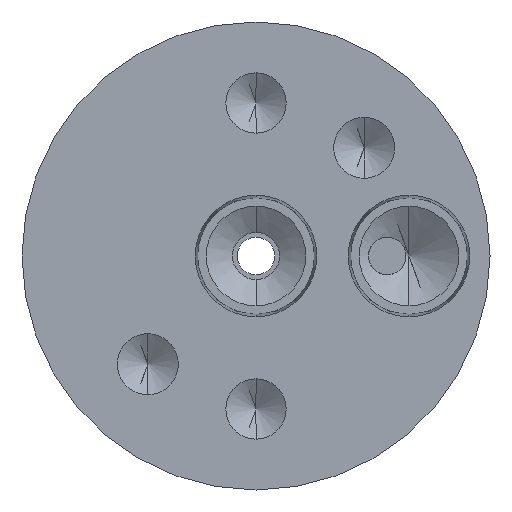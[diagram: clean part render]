
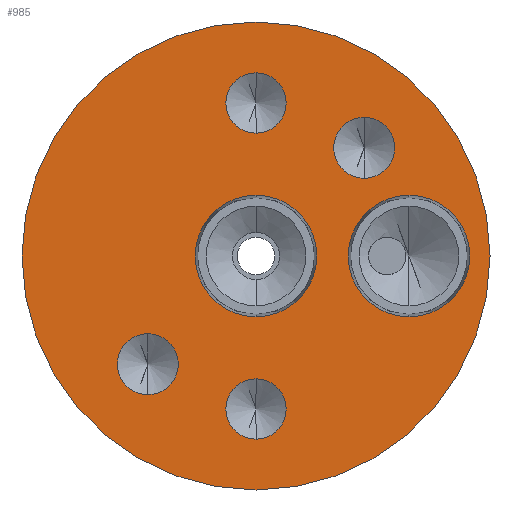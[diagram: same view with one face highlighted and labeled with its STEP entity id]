
A CAD part, front view. The second image highlights one B-rep face of the part: STEP entity #985.
In plain terms, the highlighted planar face has unit normal (0, -1, 0).
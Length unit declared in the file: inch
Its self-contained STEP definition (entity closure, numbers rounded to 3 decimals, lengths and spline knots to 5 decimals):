
#3 = CARTESIAN_POINT ( 'NONE',  ( -0.36062, -0.625, -0.46219 ) ) ;
#7 = CIRCLE ( 'NONE', #3733, 0.1005 ) ;
#49 = FACE_BOUND ( 'NONE', #2779, .T. ) ;
#57 = DIRECTION ( 'NONE',  ( 0., -1., 0. ) ) ;
#72 = DIRECTION ( 'NONE',  ( 0., 0., -1. ) ) ;
#96 = DIRECTION ( 'NONE',  ( 0., 0., -1. ) ) ;
#150 = VERTEX_POINT ( 'NONE', #1166 ) ;
#181 = ORIENTED_EDGE ( 'NONE', *, *, #3487, .F. ) ;
#191 = CARTESIAN_POINT ( 'NONE',  ( 0., -0.625, 0. ) ) ;
#215 = CIRCLE ( 'NONE', #1198, 0.78 ) ;
#262 = EDGE_CURVE ( 'NONE', #3823, #3471, #2175, .T. ) ;
#296 = VERTEX_POINT ( 'NONE', #2600 ) ;
#338 = EDGE_LOOP ( 'NONE', ( #833, #3419 ) ) ;
#352 = VERTEX_POINT ( 'NONE', #527 ) ;
#368 = ORIENTED_EDGE ( 'NONE', *, *, #4011, .F. ) ;
#380 = ORIENTED_EDGE ( 'NONE', *, *, #262, .F. ) ;
#437 = DIRECTION ( 'NONE',  ( 0., 0., -1. ) ) ;
#459 = ORIENTED_EDGE ( 'NONE', *, *, #567, .F. ) ;
#526 = EDGE_CURVE ( 'NONE', #2522, #3637, #2182, .T. ) ;
#527 = CARTESIAN_POINT ( 'NONE',  ( 0.51, -0.625, -0.2025 ) ) ;
#567 = EDGE_CURVE ( 'NONE', #2210, #150, #215, .T. ) ;
#588 = DIRECTION ( 'NONE',  ( 0., -1., 0. ) ) ;
#613 = CIRCLE ( 'NONE', #1193, 0.2025 ) ;
#633 = VERTEX_POINT ( 'NONE', #2195 ) ;
#640 = FACE_BOUND ( 'NONE', #338, .T. ) ;
#699 = CARTESIAN_POINT ( 'NONE',  ( 0.51, -0.625, 0. ) ) ;
#788 = ORIENTED_EDGE ( 'NONE', *, *, #526, .F. ) ;
#819 = CIRCLE ( 'NONE', #3554, 0.2025 ) ;
#833 = ORIENTED_EDGE ( 'NONE', *, *, #1357, .F. ) ;
#846 = ORIENTED_EDGE ( 'NONE', *, *, #1821, .F. ) ;
#861 = CARTESIAN_POINT ( 'NONE',  ( 0.36062, -0.625, 0.36062 ) ) ;
#896 = CARTESIAN_POINT ( 'NONE',  ( 0., -0.625, -0.51 ) ) ;
#932 = AXIS2_PLACEMENT_3D ( 'NONE', #3158, #2911, #96 ) ;
#936 = ORIENTED_EDGE ( 'NONE', *, *, #2914, .F. ) ;
#956 = FACE_BOUND ( 'NONE', #2489, .T. ) ;
#985 = ADVANCED_FACE ( 'NONE', ( #49, #3506, #2208, #3136, #640, #956, #2556 ), #1884, .T. ) ;
#1012 = DIRECTION ( 'NONE',  ( 0., 0., -1. ) ) ;
#1057 = DIRECTION ( 'NONE',  ( 0., 0., -1. ) ) ;
#1078 = DIRECTION ( 'NONE',  ( 0., 0., 1. ) ) ;
#1104 = AXIS2_PLACEMENT_3D ( 'NONE', #896, #2751, #1133 ) ;
#1133 = DIRECTION ( 'NONE',  ( 0., 0., -1. ) ) ;
#1148 = DIRECTION ( 'NONE',  ( 0., -1., 0. ) ) ;
#1166 = CARTESIAN_POINT ( 'NONE',  ( 0., -0.625, -0.78 ) ) ;
#1172 = DIRECTION ( 'NONE',  ( 0., 0., -1. ) ) ;
#1193 = AXIS2_PLACEMENT_3D ( 'NONE', #3390, #2481, #1818 ) ;
#1198 = AXIS2_PLACEMENT_3D ( 'NONE', #191, #3600, #2019 ) ;
#1258 = AXIS2_PLACEMENT_3D ( 'NONE', #861, #588, #1172 ) ;
#1273 = EDGE_CURVE ( 'NONE', #2606, #296, #7, .T. ) ;
#1292 = DIRECTION ( 'NONE',  ( 0., 0., -1. ) ) ;
#1293 = AXIS2_PLACEMENT_3D ( 'NONE', #1955, #3211, #2901 ) ;
#1308 = CIRCLE ( 'NONE', #2712, 0.78 ) ;
#1317 = DIRECTION ( 'NONE',  ( 0., -1., 0. ) ) ;
#1341 = VERTEX_POINT ( 'NONE', #3861 ) ;
#1357 = EDGE_CURVE ( 'NONE', #1673, #1880, #1775, .T. ) ;
#1380 = DIRECTION ( 'NONE',  ( 0., 0., -1. ) ) ;
#1406 = CARTESIAN_POINT ( 'NONE',  ( 0.36062, -0.625, 0.25906 ) ) ;
#1473 = EDGE_CURVE ( 'NONE', #3471, #3823, #3304, .T. ) ;
#1510 = ORIENTED_EDGE ( 'NONE', *, *, #2996, .F. ) ;
#1557 = DIRECTION ( 'NONE',  ( 0., -1., 0. ) ) ;
#1578 = CARTESIAN_POINT ( 'NONE',  ( -0.78, -0.625, 0. ) ) ;
#1668 = CARTESIAN_POINT ( 'NONE',  ( -0.36062, -0.625, -0.36062 ) ) ;
#1673 = VERTEX_POINT ( 'NONE', #1828 ) ;
#1716 = DIRECTION ( 'NONE',  ( 0., -1., 0. ) ) ;
#1751 = DIRECTION ( 'NONE',  ( 0., -1., 0. ) ) ;
#1775 = CIRCLE ( 'NONE', #1104, 0.1005 ) ;
#1782 = CARTESIAN_POINT ( 'NONE',  ( -0.36062, -0.625, -0.36062 ) ) ;
#1818 = DIRECTION ( 'NONE',  ( 0., 0., -1. ) ) ;
#1821 = EDGE_CURVE ( 'NONE', #296, #2606, #1832, .T. ) ;
#1828 = CARTESIAN_POINT ( 'NONE',  ( 0., -0.625, -0.6105 ) ) ;
#1832 = CIRCLE ( 'NONE', #1293, 0.1005 ) ;
#1853 = EDGE_CURVE ( 'NONE', #1880, #1673, #3194, .T. ) ;
#1880 = VERTEX_POINT ( 'NONE', #2337 ) ;
#1884 = PLANE ( 'NONE',  #2488 ) ;
#1906 = AXIS2_PLACEMENT_3D ( 'NONE', #1782, #1716, #1380 ) ;
#1955 = CARTESIAN_POINT ( 'NONE',  ( 0., -0.625, 0.51 ) ) ;
#1976 = AXIS2_PLACEMENT_3D ( 'NONE', #2515, #2494, #2863 ) ;
#1993 = AXIS2_PLACEMENT_3D ( 'NONE', #1668, #1317, #1012 ) ;
#2019 = DIRECTION ( 'NONE',  ( 0., 0., 1. ) ) ;
#2023 = ORIENTED_EDGE ( 'NONE', *, *, #1473, .F. ) ;
#2175 = CIRCLE ( 'NONE', #1976, 0.10156 ) ;
#2182 = CIRCLE ( 'NONE', #1906, 0.10156 ) ;
#2184 = EDGE_LOOP ( 'NONE', ( #846, #3398 ) ) ;
#2193 = CIRCLE ( 'NONE', #932, 0.2025 ) ;
#2195 = CARTESIAN_POINT ( 'NONE',  ( 0., -0.625, -0.2025 ) ) ;
#2208 = FACE_BOUND ( 'NONE', #3614, .T. ) ;
#2210 = VERTEX_POINT ( 'NONE', #3894 ) ;
#2245 = CARTESIAN_POINT ( 'NONE',  ( 0., -0.625, 0.6105 ) ) ;
#2337 = CARTESIAN_POINT ( 'NONE',  ( 0., -0.625, -0.4095 ) ) ;
#2481 = DIRECTION ( 'NONE',  ( 0., -1., 0. ) ) ;
#2488 = AXIS2_PLACEMENT_3D ( 'NONE', #1578, #1557, #72 ) ;
#2489 = EDGE_LOOP ( 'NONE', ( #1510, #3840 ) ) ;
#2494 = DIRECTION ( 'NONE',  ( 0., -1., 0. ) ) ;
#2515 = CARTESIAN_POINT ( 'NONE',  ( 0.36062, -0.625, 0.36062 ) ) ;
#2522 = VERTEX_POINT ( 'NONE', #3 ) ;
#2556 = FACE_OUTER_BOUND ( 'NONE', #2822, .T. ) ;
#2600 = CARTESIAN_POINT ( 'NONE',  ( 0., -0.625, 0.4095 ) ) ;
#2606 = VERTEX_POINT ( 'NONE', #2245 ) ;
#2642 = CARTESIAN_POINT ( 'NONE',  ( 0., -0.625, 0. ) ) ;
#2712 = AXIS2_PLACEMENT_3D ( 'NONE', #2642, #3874, #1078 ) ;
#2751 = DIRECTION ( 'NONE',  ( 0., -1., 0. ) ) ;
#2779 = EDGE_LOOP ( 'NONE', ( #380, #2023 ) ) ;
#2808 = EDGE_CURVE ( 'NONE', #150, #2210, #1308, .T. ) ;
#2822 = EDGE_LOOP ( 'NONE', ( #459, #3119 ) ) ;
#2863 = DIRECTION ( 'NONE',  ( 0., 0., -1. ) ) ;
#2873 = CARTESIAN_POINT ( 'NONE',  ( 0.36062, -0.625, 0.46219 ) ) ;
#2901 = DIRECTION ( 'NONE',  ( 0., 0., -1. ) ) ;
#2911 = DIRECTION ( 'NONE',  ( 0., -1., 0. ) ) ;
#2914 = EDGE_CURVE ( 'NONE', #1341, #352, #819, .T. ) ;
#2920 = CARTESIAN_POINT ( 'NONE',  ( 0., -0.625, 0.2025 ) ) ;
#2956 = AXIS2_PLACEMENT_3D ( 'NONE', #3305, #1751, #1057 ) ;
#2996 = EDGE_CURVE ( 'NONE', #633, #4018, #613, .T. ) ;
#3033 = CIRCLE ( 'NONE', #1993, 0.10156 ) ;
#3095 = EDGE_LOOP ( 'NONE', ( #788, #368 ) ) ;
#3107 = CARTESIAN_POINT ( 'NONE',  ( -0.36062, -0.625, -0.25906 ) ) ;
#3118 = DIRECTION ( 'NONE',  ( 0., 0., -1. ) ) ;
#3119 = ORIENTED_EDGE ( 'NONE', *, *, #2808, .F. ) ;
#3136 = FACE_BOUND ( 'NONE', #2184, .T. ) ;
#3137 = EDGE_CURVE ( 'NONE', #4018, #633, #2193, .T. ) ;
#3158 = CARTESIAN_POINT ( 'NONE',  ( 0., -0.625, 0. ) ) ;
#3163 = CIRCLE ( 'NONE', #3488, 0.2025 ) ;
#3194 = CIRCLE ( 'NONE', #2956, 0.1005 ) ;
#3211 = DIRECTION ( 'NONE',  ( 0., -1., 0. ) ) ;
#3270 = CARTESIAN_POINT ( 'NONE',  ( 0.51, -0.625, 0. ) ) ;
#3304 = CIRCLE ( 'NONE', #1258, 0.10156 ) ;
#3305 = CARTESIAN_POINT ( 'NONE',  ( 0., -0.625, -0.51 ) ) ;
#3390 = CARTESIAN_POINT ( 'NONE',  ( 0., -0.625, 0. ) ) ;
#3398 = ORIENTED_EDGE ( 'NONE', *, *, #1273, .F. ) ;
#3419 = ORIENTED_EDGE ( 'NONE', *, *, #1853, .F. ) ;
#3471 = VERTEX_POINT ( 'NONE', #2873 ) ;
#3487 = EDGE_CURVE ( 'NONE', #352, #1341, #3163, .T. ) ;
#3488 = AXIS2_PLACEMENT_3D ( 'NONE', #699, #3542, #437 ) ;
#3506 = FACE_BOUND ( 'NONE', #3095, .T. ) ;
#3542 = DIRECTION ( 'NONE',  ( 0., -1., 0. ) ) ;
#3554 = AXIS2_PLACEMENT_3D ( 'NONE', #3270, #1148, #3118 ) ;
#3600 = DIRECTION ( 'NONE',  ( 0., 1., 0. ) ) ;
#3614 = EDGE_LOOP ( 'NONE', ( #181, #936 ) ) ;
#3637 = VERTEX_POINT ( 'NONE', #3107 ) ;
#3733 = AXIS2_PLACEMENT_3D ( 'NONE', #3795, #57, #1292 ) ;
#3795 = CARTESIAN_POINT ( 'NONE',  ( 0., -0.625, 0.51 ) ) ;
#3823 = VERTEX_POINT ( 'NONE', #1406 ) ;
#3840 = ORIENTED_EDGE ( 'NONE', *, *, #3137, .F. ) ;
#3861 = CARTESIAN_POINT ( 'NONE',  ( 0.51, -0.625, 0.2025 ) ) ;
#3874 = DIRECTION ( 'NONE',  ( 0., 1., 0. ) ) ;
#3894 = CARTESIAN_POINT ( 'NONE',  ( 0., -0.625, 0.78 ) ) ;
#4011 = EDGE_CURVE ( 'NONE', #3637, #2522, #3033, .T. ) ;
#4018 = VERTEX_POINT ( 'NONE', #2920 ) ;
